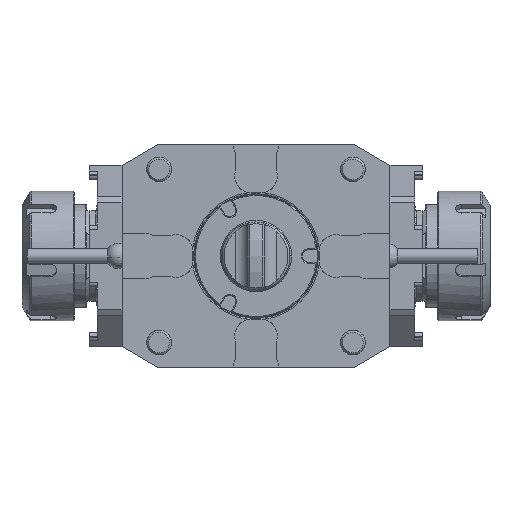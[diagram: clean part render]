
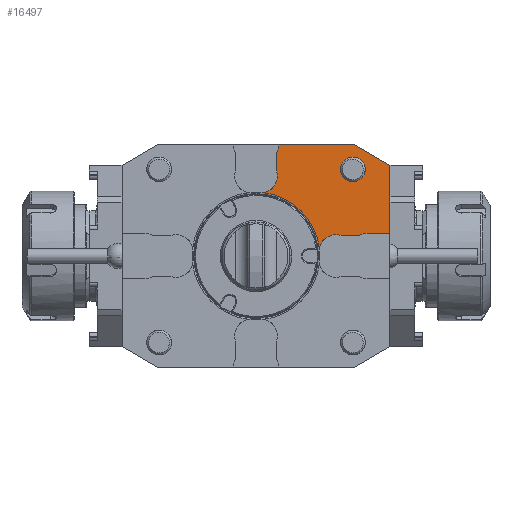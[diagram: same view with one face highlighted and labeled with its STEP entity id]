
A CAD part, front view. The second image highlights one B-rep face of the part: STEP entity #16497.
In plain terms, the highlighted planar face has unit normal (0, -1, 0).
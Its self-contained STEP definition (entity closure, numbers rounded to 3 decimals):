
#451 = CARTESIAN_POINT ( 'NONE',  ( 132.4, 43., 0. ) ) ;
#656 = CARTESIAN_POINT ( 'NONE',  ( 2.4, 43., 38.75 ) ) ;
#1275 = VECTOR ( 'NONE', #39030, 1000. ) ;
#1328 = EDGE_CURVE ( 'NONE', #44190, #6415, #42067, .T. ) ;
#1444 = VECTOR ( 'NONE', #35608, 1000. ) ;
#1837 = CARTESIAN_POINT ( 'NONE',  ( 0., 43., 0. ) ) ;
#2171 = VERTEX_POINT ( 'NONE', #42838 ) ;
#3392 = VECTOR ( 'NONE', #27648, 1000. ) ;
#3528 = DIRECTION ( 'NONE',  ( 0., 0., 1. ) ) ;
#3659 = DIRECTION ( 'NONE',  ( 0., -1., 0. ) ) ;
#3802 = FACE_OUTER_BOUND ( 'NONE', #40682, .T. ) ;
#4290 = AXIS2_PLACEMENT_3D ( 'NONE', #451, #36255, #36952 ) ;
#4618 = ORIENTED_EDGE ( 'NONE', *, *, #27317, .F. ) ;
#4747 = VERTEX_POINT ( 'NONE', #9165 ) ;
#4800 = ORIENTED_EDGE ( 'NONE', *, *, #26878, .T. ) ;
#5572 = EDGE_CURVE ( 'NONE', #47260, #42674, #19409, .T. ) ;
#5668 = EDGE_CURVE ( 'NONE', #23095, #6415, #20163, .T. ) ;
#6415 = VERTEX_POINT ( 'NONE', #42599 ) ;
#6420 = ORIENTED_EDGE ( 'NONE', *, *, #5572, .T. ) ;
#6432 = EDGE_CURVE ( 'NONE', #47260, #10128, #36100, .T. ) ;
#7133 = FACE_BOUND ( 'NONE', #45968, .T. ) ;
#7481 = ORIENTED_EDGE ( 'NONE', *, *, #26834, .F. ) ;
#8029 = VECTOR ( 'NONE', #37290, 1000. ) ;
#9165 = CARTESIAN_POINT ( 'NONE',  ( 65., 43., 44. ) ) ;
#9934 = CARTESIAN_POINT ( 'NONE',  ( 134.603, 43., 3.815 ) ) ;
#10128 = VERTEX_POINT ( 'NONE', #34511 ) ;
#10135 = EDGE_CURVE ( 'NONE', #42674, #2171, #31361, .T. ) ;
#10597 = VERTEX_POINT ( 'NONE', #43529 ) ;
#10954 = CARTESIAN_POINT ( 'NONE',  ( 54., 43., 11. ) ) ;
#11949 = VERTEX_POINT ( 'NONE', #29611 ) ;
#12714 = CARTESIAN_POINT ( 'NONE',  ( 10., 43., 41.248 ) ) ;
#12796 = ORIENTED_EDGE ( 'NONE', *, *, #10135, .T. ) ;
#13499 = VECTOR ( 'NONE', #21379, 1000. ) ;
#13921 = AXIS2_PLACEMENT_3D ( 'NONE', #39120, #32402, #14565 ) ;
#14324 = LINE ( 'NONE', #10954, #42475 ) ;
#14565 = DIRECTION ( 'NONE',  ( 0., 0., 1. ) ) ;
#15858 = CIRCLE ( 'NONE', #24257, 6. ) ;
#16391 = DIRECTION ( 'NONE',  ( 0., 1., 0. ) ) ;
#16497 = ADVANCED_FACE ( 'Defeature completata1_17', ( #7133, #3802 ), #33121, .F. ) ;
#16563 = ORIENTED_EDGE ( 'NONE', *, *, #33431, .F. ) ;
#18223 = DIRECTION ( 'NONE',  ( 0., 0., -1. ) ) ;
#18423 = ORIENTED_EDGE ( 'NONE', *, *, #1328, .T. ) ;
#19409 = CIRCLE ( 'NONE', #34619, 8. ) ;
#19525 = CARTESIAN_POINT ( 'NONE',  ( 47., 43., 42. ) ) ;
#20163 = CIRCLE ( 'NONE', #33109, 8. ) ;
#20965 = CARTESIAN_POINT ( 'NONE',  ( 54., 43., 11. ) ) ;
#21310 = CARTESIAN_POINT ( 'NONE',  ( 65., 43., 11. ) ) ;
#21379 = DIRECTION ( 'NONE',  ( 0., 0., -1. ) ) ;
#21499 = AXIS2_PLACEMENT_3D ( 'NONE', #1837, #16391, #30923 ) ;
#21931 = DIRECTION ( 'NONE',  ( 0., -1., 0. ) ) ;
#22014 = ORIENTED_EDGE ( 'NONE', *, *, #44311, .T. ) ;
#22789 = ORIENTED_EDGE ( 'NONE', *, *, #35455, .T. ) ;
#23095 = VERTEX_POINT ( 'NONE', #20965 ) ;
#23875 = CARTESIAN_POINT ( 'NONE',  ( -65., 43., 54. ) ) ;
#23926 = CARTESIAN_POINT ( 'NONE',  ( 41.248, 43., 10. ) ) ;
#24194 = CIRCLE ( 'NONE', #43243, 8. ) ;
#24257 = AXIS2_PLACEMENT_3D ( 'NONE', #19525, #29989, #34062 ) ;
#25269 = DIRECTION ( 'NONE',  ( 1., 0., 0. ) ) ;
#25580 = CARTESIAN_POINT ( 'NONE',  ( 38.75, 43., 2.4 ) ) ;
#26180 = CARTESIAN_POINT ( 'NONE',  ( 41.248, 43., 10. ) ) ;
#26834 = EDGE_CURVE ( 'NONE', #4747, #35045, #27077, .T. ) ;
#26878 = EDGE_CURVE ( 'NONE', #4747, #36152, #36400, .T. ) ;
#27077 = LINE ( 'NONE', #28269, #13499 ) ;
#27317 = EDGE_CURVE ( 'NONE', #44190, #2171, #24194, .T. ) ;
#27648 = DIRECTION ( 'NONE',  ( 1., 0., 0. ) ) ;
#28269 = CARTESIAN_POINT ( 'NONE',  ( 65., 43., 54. ) ) ;
#28390 = ORIENTED_EDGE ( 'NONE', *, *, #5668, .F. ) ;
#29611 = CARTESIAN_POINT ( 'NONE',  ( 47., 43., 48. ) ) ;
#29989 = DIRECTION ( 'NONE',  ( 0., 1., 0. ) ) ;
#30263 = ORIENTED_EDGE ( 'NONE', *, *, #6432, .F. ) ;
#30923 = DIRECTION ( 'NONE',  ( 0., 0., 1. ) ) ;
#31007 = LINE ( 'NONE', #23875, #3392 ) ;
#31361 = CIRCLE ( 'NONE', #21499, 30.949 ) ;
#32402 = DIRECTION ( 'NONE',  ( 0., 1., 0. ) ) ;
#33109 = AXIS2_PLACEMENT_3D ( 'NONE', #40501, #21931, #36466 ) ;
#33121 = PLANE ( 'NONE',  #4290 ) ;
#33431 = EDGE_CURVE ( 'NONE', #10597, #36152, #31007, .T. ) ;
#33646 = CARTESIAN_POINT ( 'NONE',  ( 47.679, 43., 54. ) ) ;
#34062 = DIRECTION ( 'NONE',  ( 0., 0., 1. ) ) ;
#34511 = CARTESIAN_POINT ( 'NONE',  ( 10., 43., 50.127 ) ) ;
#34619 = AXIS2_PLACEMENT_3D ( 'NONE', #656, #47234, #3528 ) ;
#35045 = VERTEX_POINT ( 'NONE', #21310 ) ;
#35455 = EDGE_CURVE ( 'NONE', #10597, #10128, #39815, .T. ) ;
#35608 = DIRECTION ( 'NONE',  ( 1., 0., 0. ) ) ;
#36100 = LINE ( 'NONE', #47123, #8029 ) ;
#36152 = VERTEX_POINT ( 'NONE', #33646 ) ;
#36255 = DIRECTION ( 'NONE',  ( 0., 1., 0. ) ) ;
#36400 = LINE ( 'NONE', #9934, #1275 ) ;
#36466 = DIRECTION ( 'NONE',  ( 0., 0., -1. ) ) ;
#36952 = DIRECTION ( 'NONE',  ( 0., 0., 1. ) ) ;
#37290 = DIRECTION ( 'NONE',  ( 0., 0., 1. ) ) ;
#39030 = DIRECTION ( 'NONE',  ( -0.866, 0., 0.5 ) ) ;
#39120 = CARTESIAN_POINT ( 'NONE',  ( 3., 43., 54. ) ) ;
#39227 = CARTESIAN_POINT ( 'NONE',  ( 3.166, 43., 30.787 ) ) ;
#39815 = CIRCLE ( 'NONE', #13921, 8. ) ;
#40501 = CARTESIAN_POINT ( 'NONE',  ( 54., 43., 3. ) ) ;
#40682 = EDGE_LOOP ( 'NONE', ( #7481, #4800, #16563, #22789, #30263, #6420, #12796, #4618, #18423, #28390, #40715 ) ) ;
#40715 = ORIENTED_EDGE ( 'NONE', *, *, #44210, .T. ) ;
#42067 = LINE ( 'NONE', #23926, #1444 ) ;
#42475 = VECTOR ( 'NONE', #25269, 1000. ) ;
#42599 = CARTESIAN_POINT ( 'NONE',  ( 50.127, 43., 10. ) ) ;
#42674 = VERTEX_POINT ( 'NONE', #39227 ) ;
#42838 = CARTESIAN_POINT ( 'NONE',  ( 30.787, 43., 3.166 ) ) ;
#43243 = AXIS2_PLACEMENT_3D ( 'NONE', #25580, #3659, #18223 ) ;
#43529 = CARTESIAN_POINT ( 'NONE',  ( 11., 43., 54. ) ) ;
#44190 = VERTEX_POINT ( 'NONE', #26180 ) ;
#44210 = EDGE_CURVE ( 'NONE', #23095, #35045, #14324, .T. ) ;
#44311 = EDGE_CURVE ( 'NONE', #11949, #11949, #15858, .T. ) ;
#45968 = EDGE_LOOP ( 'NONE', ( #22014 ) ) ;
#47123 = CARTESIAN_POINT ( 'NONE',  ( 10., 43., 41.248 ) ) ;
#47234 = DIRECTION ( 'NONE',  ( 0., 1., 0. ) ) ;
#47260 = VERTEX_POINT ( 'NONE', #12714 ) ;
